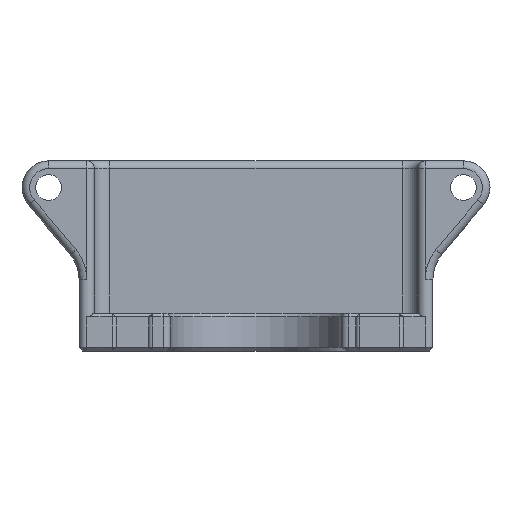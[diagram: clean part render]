
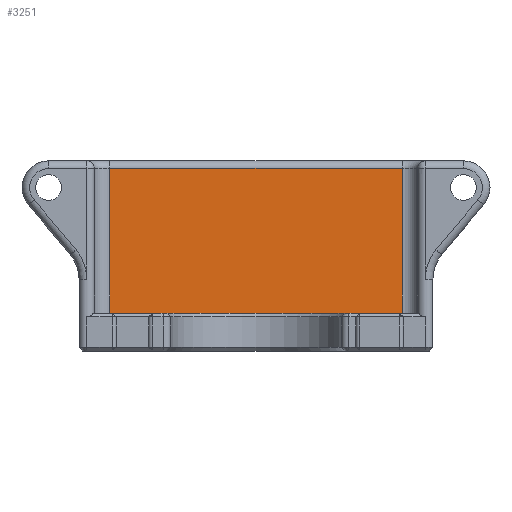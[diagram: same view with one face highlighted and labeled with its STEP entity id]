
A CAD part, left-side view. The second image highlights one B-rep face of the part: STEP entity #3251.
In plain terms, the highlighted planar face has unit normal (-1, 0, 0).
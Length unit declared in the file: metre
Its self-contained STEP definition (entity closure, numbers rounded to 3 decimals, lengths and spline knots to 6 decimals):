
#655=ORIENTED_EDGE('',*,*,#1543,.F.);
#656=ORIENTED_EDGE('',*,*,#1544,.T.);
#657=ORIENTED_EDGE('',*,*,#1545,.T.);
#658=ORIENTED_EDGE('',*,*,#1460,.T.);
#1460=EDGE_CURVE('',#1926,#1925,#2167,.T.);
#1543=EDGE_CURVE('',#1988,#1925,#2229,.T.);
#1544=EDGE_CURVE('',#1988,#1989,#2230,.F.);
#1545=EDGE_CURVE('',#1989,#1926,#2231,.T.);
#1925=VERTEX_POINT('',#5108);
#1926=VERTEX_POINT('',#5110);
#1988=VERTEX_POINT('',#5305);
#1989=VERTEX_POINT('',#5307);
#2167=LINE('',#5109,#2440);
#2229=LINE('',#5304,#2502);
#2230=LINE('',#5306,#2503);
#2231=LINE('',#5308,#2504);
#2440=VECTOR('',#4006,1.);
#2502=VECTOR('',#4150,1.);
#2503=VECTOR('',#4151,1.);
#2504=VECTOR('',#4152,1.);
#2702=EDGE_LOOP('',(#655,#656,#657,#658));
#2935=FACE_BOUND('',#2702,.T.);
#3145=PLANE('',#3544);
#3251=ADVANCED_FACE('',(#2935),#3145,.F.);
#3544=AXIS2_PLACEMENT_3D('',#5303,#4148,#4149);
#4006=DIRECTION('',(0.,-1.,0.));
#4148=DIRECTION('',(1.,0.,0.));
#4149=DIRECTION('',(0.,0.,-1.));
#4150=DIRECTION('',(0.,0.,-1.));
#4151=DIRECTION('',(0.,-1.,0.));
#4152=DIRECTION('',(0.,0.,-1.));
#5108=CARTESIAN_POINT('',(0.02125,-0.01925,0.005));
#5109=CARTESIAN_POINT('',(0.02125,0.,0.005));
#5110=CARTESIAN_POINT('',(0.02125,0.01925,0.005));
#5303=CARTESIAN_POINT('',(0.02125,0.,0.025));
#5304=CARTESIAN_POINT('',(0.02125,-0.01925,0.025));
#5305=CARTESIAN_POINT('',(0.02125,-0.01925,0.024));
#5306=CARTESIAN_POINT('',(0.02125,0.01925,0.024));
#5307=CARTESIAN_POINT('',(0.02125,0.01925,0.024));
#5308=CARTESIAN_POINT('',(0.02125,0.01925,0.025));
